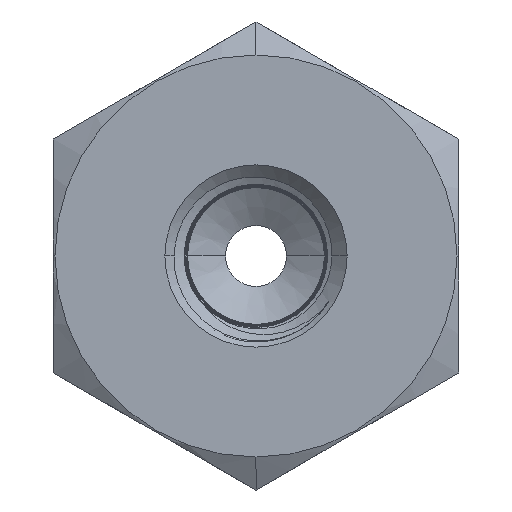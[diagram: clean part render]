
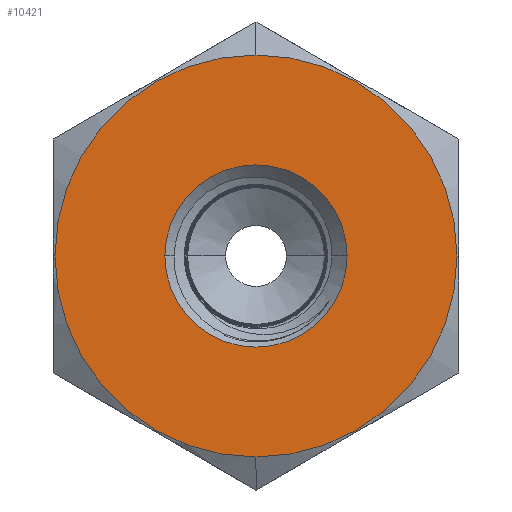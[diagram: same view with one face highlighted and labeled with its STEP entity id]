
A CAD part, front view. The second image highlights one B-rep face of the part: STEP entity #10421.
In plain terms, the highlighted planar face has unit normal (0, -1, 0).
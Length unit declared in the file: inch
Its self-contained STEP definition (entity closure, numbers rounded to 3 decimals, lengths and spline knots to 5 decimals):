
#312 = PLANE ( 'NONE',  #2128 ) ;
#366 = DIRECTION ( 'NONE',  ( 1., 0., 0. ) ) ;
#390 = CARTESIAN_POINT ( 'NONE',  ( 0., 0., 0. ) ) ;
#1121 = VERTEX_POINT ( 'NONE', #12123 ) ;
#1446 = DIRECTION ( 'NONE',  ( 0., 1., 0. ) ) ;
#1633 = AXIS2_PLACEMENT_3D ( 'NONE', #390, #12150, #12098 ) ;
#1643 = DIRECTION ( 'NONE',  ( 0., 0., -1. ) ) ;
#2083 = EDGE_LOOP ( 'NONE', ( #2964, #2324 ) ) ;
#2128 = AXIS2_PLACEMENT_3D ( 'NONE', #6270, #1446, #13131 ) ;
#2144 = EDGE_CURVE ( 'NONE', #1121, #12191, #11249, .T. ) ;
#2324 = ORIENTED_EDGE ( 'NONE', *, *, #2902, .T. ) ;
#2754 = ORIENTED_EDGE ( 'NONE', *, *, #2144, .F. ) ;
#2902 = EDGE_CURVE ( 'NONE', #13077, #3125, #10704, .T. ) ;
#2964 = ORIENTED_EDGE ( 'NONE', *, *, #8262, .T. ) ;
#3111 = EDGE_LOOP ( 'NONE', ( #2754, #3814 ) ) ;
#3125 = VERTEX_POINT ( 'NONE', #13128 ) ;
#3190 = FACE_BOUND ( 'NONE', #3111, .T. ) ;
#3738 = DIRECTION ( 'NONE',  ( 1., 0., 0. ) ) ;
#3814 = ORIENTED_EDGE ( 'NONE', *, *, #14193, .F. ) ;
#6266 = DIRECTION ( 'NONE',  ( 0., -1., 0. ) ) ;
#6270 = CARTESIAN_POINT ( 'NONE',  ( 0., 0., 0. ) ) ;
#6321 = CARTESIAN_POINT ( 'NONE',  ( 0., 0., 0. ) ) ;
#7350 = CARTESIAN_POINT ( 'NONE',  ( 0., 0., 0. ) ) ;
#7929 = FACE_OUTER_BOUND ( 'NONE', #2083, .T. ) ;
#8194 = AXIS2_PLACEMENT_3D ( 'NONE', #7350, #14215, #366 ) ;
#8262 = EDGE_CURVE ( 'NONE', #3125, #13077, #13371, .T. ) ;
#8371 = CARTESIAN_POINT ( 'NONE',  ( 0., 0., 0. ) ) ;
#8705 = AXIS2_PLACEMENT_3D ( 'NONE', #6321, #6266, #1643 ) ;
#10330 = CARTESIAN_POINT ( 'NONE',  ( -0.281, 0., 0. ) ) ;
#10343 = AXIS2_PLACEMENT_3D ( 'NONE', #8371, #10699, #3738 ) ;
#10421 = ADVANCED_FACE ( 'NONE', ( #7929, #3190 ), #312, .F. ) ;
#10699 = DIRECTION ( 'NONE',  ( 0., -1., 0. ) ) ;
#10704 = CIRCLE ( 'NONE', #8705, 0.62 ) ;
#11249 = CIRCLE ( 'NONE', #10343, 0.281 ) ;
#11784 = CARTESIAN_POINT ( 'NONE',  ( 0., 0., -0.62 ) ) ;
#12098 = DIRECTION ( 'NONE',  ( 0., 0., -1. ) ) ;
#12123 = CARTESIAN_POINT ( 'NONE',  ( 0.281, 0., 0. ) ) ;
#12150 = DIRECTION ( 'NONE',  ( 0., -1., 0. ) ) ;
#12191 = VERTEX_POINT ( 'NONE', #10330 ) ;
#12655 = CIRCLE ( 'NONE', #8194, 0.281 ) ;
#13077 = VERTEX_POINT ( 'NONE', #11784 ) ;
#13128 = CARTESIAN_POINT ( 'NONE',  ( 0., 0., 0.62 ) ) ;
#13131 = DIRECTION ( 'NONE',  ( 0., 0., 1. ) ) ;
#13371 = CIRCLE ( 'NONE', #1633, 0.62 ) ;
#14193 = EDGE_CURVE ( 'NONE', #12191, #1121, #12655, .T. ) ;
#14215 = DIRECTION ( 'NONE',  ( 0., -1., 0. ) ) ;
